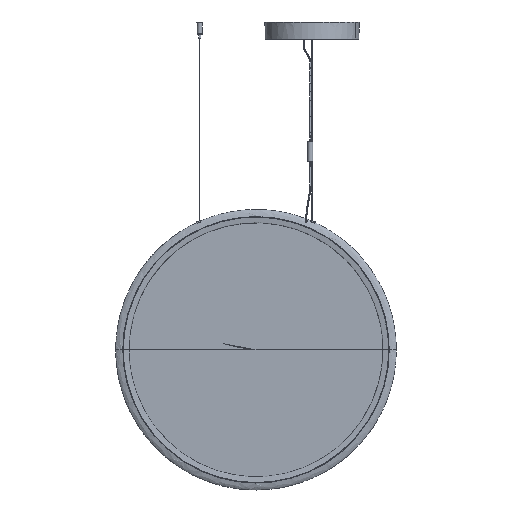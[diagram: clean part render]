
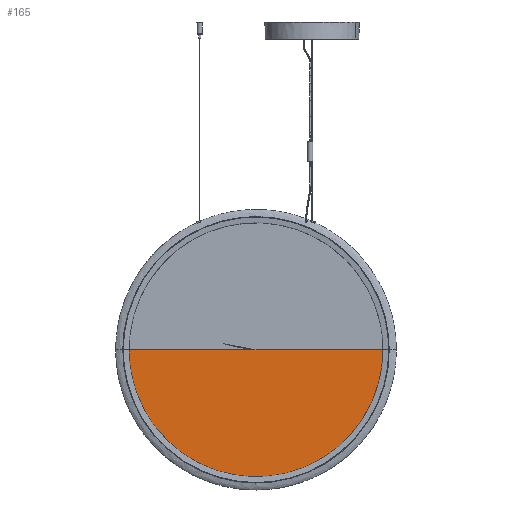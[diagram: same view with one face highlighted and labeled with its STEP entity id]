
A CAD part, front view. The second image highlights one B-rep face of the part: STEP entity #165.
In plain terms, the highlighted free-form (B-spline) face has degree [1, 2] with [2, 5] control points.
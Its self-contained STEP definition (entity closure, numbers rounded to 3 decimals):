
#165=ADVANCED_FACE($,(#379),#2694,.T.);
#379=FACE_OUTER_BOUND($,#593,.T.);
#593=EDGE_LOOP($,(#824,#825,#826));
#824=ORIENTED_EDGE($,*,*,#1847,.T.);
#825=ORIENTED_EDGE($,*,*,#1843,.F.);
#826=ORIENTED_EDGE($,*,*,#1848,.F.);
#1843=EDGE_CURVE($,#2366,#2365,#3278,.T.);
#1847=EDGE_CURVE($,#2368,#2365,#3280,.T.);
#1848=EDGE_CURVE($,#2368,#2366,#2882,.T.);
#2365=VERTEX_POINT($,#3567);
#2366=VERTEX_POINT($,#3568);
#2368=VERTEX_POINT($,#3570);
#2694=(
BOUNDED_SURFACE()
B_SPLINE_SURFACE(1,2,((#3536,#3537,#3538,#3539,#3540),(#3541,#3542,#3543,
#3544,#3545)),.UNSPECIFIED.,.F.,.F.,.F.)
B_SPLINE_SURFACE_WITH_KNOTS((2,2),(3,2,3),(337.,670.),
(3.142,4.712,6.283),.UNSPECIFIED.)
GEOMETRIC_REPRESENTATION_ITEM()
RATIONAL_B_SPLINE_SURFACE(((1.,0.707,1.,0.707,1.),
(1.,0.707,1.,0.707,1.)))
REPRESENTATION_ITEM($)
SURFACE()
);
#2882=(
BOUNDED_CURVE()
B_SPLINE_CURVE(2,(#3492,#3493,#3494,#3495,#3496),.UNSPECIFIED.,.F.,.F.)
B_SPLINE_CURVE_WITH_KNOTS((3,2,3),(3.142,4.712,6.283),
.UNSPECIFIED.)
CURVE()
GEOMETRIC_REPRESENTATION_ITEM()
RATIONAL_B_SPLINE_CURVE((1.,0.707,1.,0.707,1.))
REPRESENTATION_ITEM($)
);
#3278=B_SPLINE_CURVE_WITH_KNOTS($,1,(#3476,#3477),.UNSPECIFIED.,.F.,.F.,
(2,2),(337.,670.),.UNSPECIFIED.);
#3280=B_SPLINE_CURVE_WITH_KNOTS($,1,(#3490,#3491),.UNSPECIFIED.,.F.,.F.,
(2,2),(337.,670.),.UNSPECIFIED.);
#3476=CARTESIAN_POINT($,(-333.,-1.,0.));
#3477=CARTESIAN_POINT($,(0.,-1.,0.));
#3490=CARTESIAN_POINT($,(333.,-1.,0.));
#3491=CARTESIAN_POINT($,(0.,-1.,0.));
#3492=CARTESIAN_POINT($,(333.,-1.,0.));
#3493=CARTESIAN_POINT($,(333.,-1.,-333.));
#3494=CARTESIAN_POINT($,(0.,-1.,-333.));
#3495=CARTESIAN_POINT($,(-333.,-1.,-333.));
#3496=CARTESIAN_POINT($,(-333.,-1.,0.));
#3536=CARTESIAN_POINT($,(333.,-1.,0.));
#3537=CARTESIAN_POINT($,(333.,-1.,-333.));
#3538=CARTESIAN_POINT($,(0.,-1.,-333.));
#3539=CARTESIAN_POINT($,(-333.,-1.,-333.));
#3540=CARTESIAN_POINT($,(-333.,-1.,0.));
#3541=CARTESIAN_POINT($,(0.,-1.,0.));
#3542=CARTESIAN_POINT($,(0.,-1.,0.));
#3543=CARTESIAN_POINT($,(0.,-1.,0.));
#3544=CARTESIAN_POINT($,(0.,-1.,0.));
#3545=CARTESIAN_POINT($,(0.,-1.,0.));
#3567=CARTESIAN_POINT($,(0.,-1.,0.));
#3568=CARTESIAN_POINT($,(-333.,-1.,0.));
#3570=CARTESIAN_POINT($,(333.,-1.,0.));
